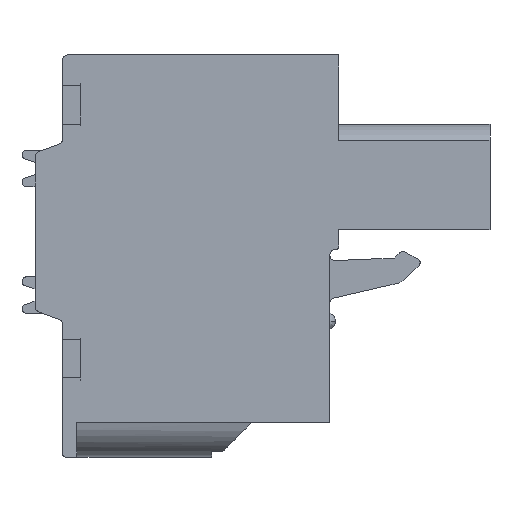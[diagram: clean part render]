
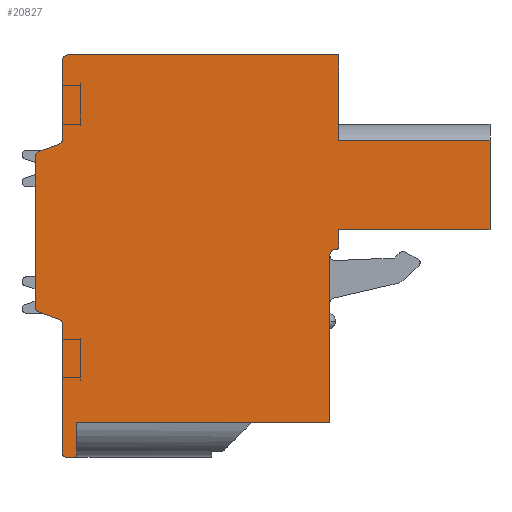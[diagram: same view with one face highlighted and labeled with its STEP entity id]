
A CAD part, front view. The second image highlights one B-rep face of the part: STEP entity #20827.
In plain terms, the highlighted planar face has unit normal (0, -1, 0).
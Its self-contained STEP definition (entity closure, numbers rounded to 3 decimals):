
#1879=DIRECTION('',(0.,0.,1.));
#1880=VECTOR('',#1879,4.7);
#1881=CARTESIAN_POINT('',(4.181,-81.18,6.775));
#1882=LINE('',#1881,#1880);
#2026=DIRECTION('',(-1.,0.,0.));
#2027=VECTOR('',#2026,8.3);
#2028=CARTESIAN_POINT('',(12.481,-81.18,6.775));
#2029=LINE('',#2028,#2027);
#2030=DIRECTION('',(0.,0.,-1.));
#2031=VECTOR('',#2030,4.9);
#2032=CARTESIAN_POINT('',(12.481,-81.18,6.775));
#2033=LINE('',#2032,#2031);
#2034=DIRECTION('',(-1.,0.,0.));
#2035=VECTOR('',#2034,8.3);
#2036=CARTESIAN_POINT('',(12.481,-81.18,1.875));
#2037=LINE('',#2036,#2035);
#2038=DIRECTION('',(0.,0.,-1.));
#2039=VECTOR('',#2038,0.901);
#2040=CARTESIAN_POINT('',(4.181,-81.18,1.875));
#2041=LINE('',#2040,#2039);
#2042=CARTESIAN_POINT('',(3.981,-81.18,0.974));
#2043=DIRECTION('',(0.,1.,0.));
#2044=DIRECTION('',(1.,0.,0.));
#2045=AXIS2_PLACEMENT_3D('',#2042,#2043,#2044);
#2047=CARTESIAN_POINT('',(3.981,-81.18,0.474));
#2048=DIRECTION('',(0.,-1.,0.));
#2049=DIRECTION('',(0.,0.,1.));
#2050=AXIS2_PLACEMENT_3D('',#2047,#2048,#2049);
#2052=DIRECTION('',(-1.,0.,0.));
#2053=VECTOR('',#2052,13.9);
#2054=CARTESIAN_POINT('',(3.681,-81.18,-8.725));
#2055=LINE('',#2054,#2053);
#2056=DIRECTION('',(0.,0.,-1.));
#2057=VECTOR('',#2056,1.9);
#2058=CARTESIAN_POINT('',(-10.219,-81.18,-8.725));
#2059=LINE('',#2058,#2057);
#2060=DIRECTION('',(-1.,0.,0.));
#2061=VECTOR('',#2060,0.6);
#2062=CARTESIAN_POINT('',(-10.219,-81.18,-10.625));
#2063=LINE('',#2062,#2061);
#2064=CARTESIAN_POINT('',(-10.819,-81.18,-10.425));
#2065=DIRECTION('',(0.,1.,0.));
#2066=DIRECTION('',(0.,0.,-1.));
#2067=AXIS2_PLACEMENT_3D('',#2064,#2065,#2066);
#2069=DIRECTION('',(0.,0.,1.));
#2070=VECTOR('',#2069,7.095);
#2071=CARTESIAN_POINT('',(-11.019,-81.18,-10.425));
#2072=LINE('',#2071,#2070);
#2073=CARTESIAN_POINT('',(-11.319,-81.18,-3.33));
#2074=DIRECTION('',(0.,-1.,0.));
#2075=DIRECTION('',(1.,0.,0.));
#2076=AXIS2_PLACEMENT_3D('',#2073,#2074,#2075);
#2078=DIRECTION('',(-0.94,0.,0.342));
#2079=VECTOR('',#2078,1.176);
#2080=CARTESIAN_POINT('',(-11.216,-81.18,-3.048));
#2081=LINE('',#2080,#2079);
#2082=CARTESIAN_POINT('',(-12.219,-81.18,-2.364));
#2083=DIRECTION('',(0.,1.,0.));
#2084=DIRECTION('',(-0.342,0.,-0.94));
#2085=AXIS2_PLACEMENT_3D('',#2082,#2083,#2084);
#2087=DIRECTION('',(0.,0.,1.));
#2088=VECTOR('',#2087,8.238);
#2089=CARTESIAN_POINT('',(-12.519,-81.18,-2.364));
#2090=LINE('',#2089,#2088);
#2091=CARTESIAN_POINT('',(-12.219,-81.18,5.874));
#2092=DIRECTION('',(0.,1.,0.));
#2093=DIRECTION('',(-1.,0.,0.));
#2094=AXIS2_PLACEMENT_3D('',#2091,#2092,#2093);
#2096=DIRECTION('',(0.94,0.,0.342));
#2097=VECTOR('',#2096,1.176);
#2098=CARTESIAN_POINT('',(-12.321,-81.18,6.156));
#2099=LINE('',#2098,#2097);
#2100=CARTESIAN_POINT('',(-11.319,-81.18,6.84));
#2101=DIRECTION('',(0.,-1.,0.));
#2102=DIRECTION('',(0.342,0.,-0.94));
#2103=AXIS2_PLACEMENT_3D('',#2100,#2101,#2102);
#2105=DIRECTION('',(0.,0.,1.));
#2106=VECTOR('',#2105,4.335);
#2107=CARTESIAN_POINT('',(-11.019,-81.18,6.84));
#2108=LINE('',#2107,#2106);
#2109=CARTESIAN_POINT('',(-10.719,-81.18,11.175));
#2110=DIRECTION('',(0.,1.,0.));
#2111=DIRECTION('',(-1.,0.,0.));
#2112=AXIS2_PLACEMENT_3D('',#2109,#2110,#2111);
#2114=DIRECTION('',(1.,0.,0.));
#2115=VECTOR('',#2114,14.9);
#2116=CARTESIAN_POINT('',(-10.719,-81.18,11.475));
#2117=LINE('',#2116,#2115);
#3030=DIRECTION('',(0.,0.,1.));
#3031=VECTOR('',#3030,9.199);
#3032=CARTESIAN_POINT('',(3.681,-81.18,-8.725));
#3033=LINE('',#3032,#3031);
#14834=CARTESIAN_POINT('',(-12.519,-81.18,-2.364));
#14835=CARTESIAN_POINT('',(-12.519,-81.18,5.874));
#14836=VERTEX_POINT('',#14834);
#14837=VERTEX_POINT('',#14835);
#14838=CARTESIAN_POINT('',(-12.321,-81.18,6.156));
#14839=VERTEX_POINT('',#14838);
#14840=CARTESIAN_POINT('',(-11.216,-81.18,6.558));
#14841=VERTEX_POINT('',#14840);
#14842=CARTESIAN_POINT('',(-11.019,-81.18,6.84));
#14843=VERTEX_POINT('',#14842);
#14844=CARTESIAN_POINT('',(-11.019,-81.18,11.175));
#14845=VERTEX_POINT('',#14844);
#14846=CARTESIAN_POINT('',(-10.719,-81.18,11.475));
#14847=VERTEX_POINT('',#14846);
#14848=CARTESIAN_POINT('',(4.181,-81.18,11.475));
#14849=VERTEX_POINT('',#14848);
#14850=CARTESIAN_POINT('',(3.681,-81.18,-8.725));
#14851=CARTESIAN_POINT('',(-10.219,-81.18,-8.725));
#14852=VERTEX_POINT('',#14850);
#14853=VERTEX_POINT('',#14851);
#14854=CARTESIAN_POINT('',(-10.219,-81.18,-10.625));
#14855=VERTEX_POINT('',#14854);
#14856=CARTESIAN_POINT('',(-10.819,-81.18,-10.625));
#14857=VERTEX_POINT('',#14856);
#14858=CARTESIAN_POINT('',(-11.019,-81.18,-10.425));
#14859=VERTEX_POINT('',#14858);
#14860=CARTESIAN_POINT('',(-11.019,-81.18,-3.33));
#14861=VERTEX_POINT('',#14860);
#14862=CARTESIAN_POINT('',(-11.216,-81.18,-3.048));
#14863=VERTEX_POINT('',#14862);
#14864=CARTESIAN_POINT('',(-12.321,-81.18,-2.646));
#14865=VERTEX_POINT('',#14864);
#14876=CARTESIAN_POINT('',(4.181,-81.18,0.974));
#14877=CARTESIAN_POINT('',(3.981,-81.18,0.774));
#14878=VERTEX_POINT('',#14876);
#14879=VERTEX_POINT('',#14877);
#14880=CARTESIAN_POINT('',(4.181,-81.18,1.875));
#14881=VERTEX_POINT('',#14880);
#14882=CARTESIAN_POINT('',(3.681,-81.18,0.474));
#14883=VERTEX_POINT('',#14882);
#14884=CARTESIAN_POINT('',(12.481,-81.18,1.875));
#14885=VERTEX_POINT('',#14884);
#16119=CARTESIAN_POINT('',(4.181,-81.18,6.775));
#16121=VERTEX_POINT('',#16119);
#16124=CARTESIAN_POINT('',(12.481,-81.18,6.775));
#16125=VERTEX_POINT('',#16124);
#20777=CARTESIAN_POINT('',(0.,-81.18,0.));
#20778=DIRECTION('',(0.,1.,0.));
#20779=DIRECTION('',(1.,0.,0.));
#20780=AXIS2_PLACEMENT_3D('',#20777,#20778,#20779);
#20781=PLANE('',#20780);
#20782=ORIENTED_EDGE('',*,*,#20696,.F.);
#20783=ORIENTED_EDGE('',*,*,#19569,.T.);
#20785=ORIENTED_EDGE('',*,*,#20784,.T.);
#20787=ORIENTED_EDGE('',*,*,#20786,.T.);
#20789=ORIENTED_EDGE('',*,*,#20788,.T.);
#20791=ORIENTED_EDGE('',*,*,#20790,.T.);
#20793=ORIENTED_EDGE('',*,*,#20792,.F.);
#20795=ORIENTED_EDGE('',*,*,#20794,.T.);
#20797=ORIENTED_EDGE('',*,*,#20796,.T.);
#20799=ORIENTED_EDGE('',*,*,#20798,.T.);
#20801=ORIENTED_EDGE('',*,*,#20800,.T.);
#20803=ORIENTED_EDGE('',*,*,#20802,.T.);
#20805=ORIENTED_EDGE('',*,*,#20804,.T.);
#20807=ORIENTED_EDGE('',*,*,#20806,.T.);
#20809=ORIENTED_EDGE('',*,*,#20808,.T.);
#20811=ORIENTED_EDGE('',*,*,#20810,.T.);
#20813=ORIENTED_EDGE('',*,*,#20812,.T.);
#20815=ORIENTED_EDGE('',*,*,#20814,.T.);
#20817=ORIENTED_EDGE('',*,*,#20816,.T.);
#20819=ORIENTED_EDGE('',*,*,#20818,.T.);
#20821=ORIENTED_EDGE('',*,*,#20820,.T.);
#20823=ORIENTED_EDGE('',*,*,#20822,.T.);
#20824=ORIENTED_EDGE('',*,*,#20710,.F.);
#20825=EDGE_LOOP('',(#20782,#20783,#20785,#20787,#20789,#20791,#20793,#20795,
#20797,#20799,#20801,#20803,#20805,#20807,#20809,#20811,#20813,#20815,#20817,
#20819,#20821,#20823,#20824));
#20826=FACE_OUTER_BOUND('',#20825,.F.);
#20827=ADVANCED_FACE('',(#20826),#20781,.F.);
#2046=CIRCLE('',#2045,0.2);
#2051=CIRCLE('',#2050,0.3);
#2068=CIRCLE('',#2067,0.2);
#2077=CIRCLE('',#2076,0.3);
#2086=CIRCLE('',#2085,0.3);
#2095=CIRCLE('',#2094,0.3);
#2104=CIRCLE('',#2103,0.3);
#2113=CIRCLE('',#2112,0.3);
#19569=EDGE_CURVE('',#16125,#14885,#2033,.T.);
#20696=EDGE_CURVE('',#16125,#16121,#2029,.T.);
#20710=EDGE_CURVE('',#16121,#14849,#1882,.T.);
#20784=EDGE_CURVE('',#14885,#14881,#2037,.T.);
#20786=EDGE_CURVE('',#14881,#14878,#2041,.T.);
#20788=EDGE_CURVE('',#14878,#14879,#2046,.T.);
#20790=EDGE_CURVE('',#14879,#14883,#2051,.T.);
#20792=EDGE_CURVE('',#14852,#14883,#3033,.T.);
#20794=EDGE_CURVE('',#14852,#14853,#2055,.T.);
#20796=EDGE_CURVE('',#14853,#14855,#2059,.T.);
#20798=EDGE_CURVE('',#14855,#14857,#2063,.T.);
#20800=EDGE_CURVE('',#14857,#14859,#2068,.T.);
#20802=EDGE_CURVE('',#14859,#14861,#2072,.T.);
#20804=EDGE_CURVE('',#14861,#14863,#2077,.T.);
#20806=EDGE_CURVE('',#14863,#14865,#2081,.T.);
#20808=EDGE_CURVE('',#14865,#14836,#2086,.T.);
#20810=EDGE_CURVE('',#14836,#14837,#2090,.T.);
#20812=EDGE_CURVE('',#14837,#14839,#2095,.T.);
#20814=EDGE_CURVE('',#14839,#14841,#2099,.T.);
#20816=EDGE_CURVE('',#14841,#14843,#2104,.T.);
#20818=EDGE_CURVE('',#14843,#14845,#2108,.T.);
#20820=EDGE_CURVE('',#14845,#14847,#2113,.T.);
#20822=EDGE_CURVE('',#14847,#14849,#2117,.T.);
